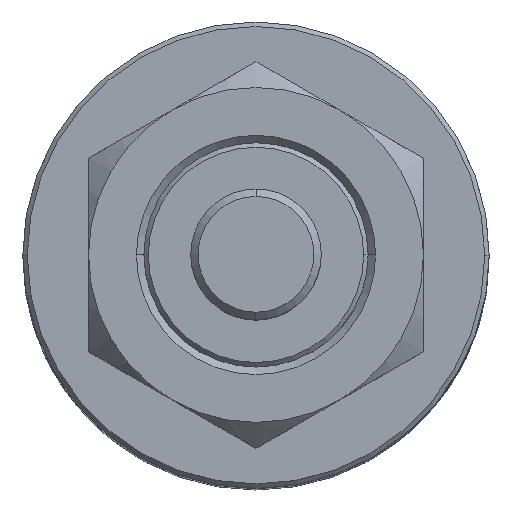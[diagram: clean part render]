
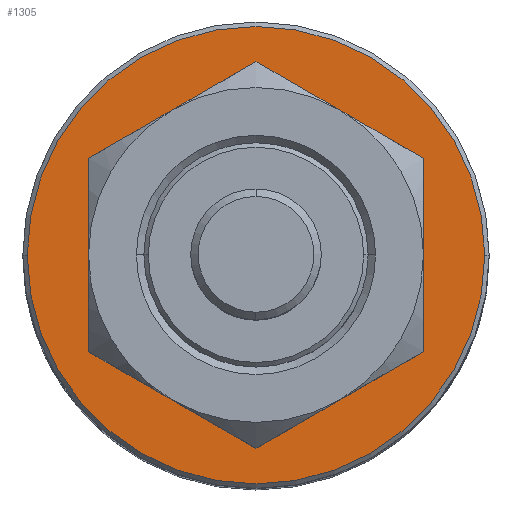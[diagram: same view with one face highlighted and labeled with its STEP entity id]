
A CAD part, top view. The second image highlights one B-rep face of the part: STEP entity #1305.
In plain terms, the highlighted face is planar.
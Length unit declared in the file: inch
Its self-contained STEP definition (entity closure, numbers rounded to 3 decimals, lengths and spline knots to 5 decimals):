
#247 = CARTESIAN_POINT ( 'NONE',  ( 0.88, 0., -0.37375 ) ) ;
#407 = AXIS2_PLACEMENT_3D ( 'NONE', #983, #2526, #1202 ) ;
#473 = AXIS2_PLACEMENT_3D ( 'NONE', #1608, #2511, #1187 ) ;
#585 = CARTESIAN_POINT ( 'NONE',  ( 0.88, 0., 0. ) ) ;
#695 = VERTEX_POINT ( 'NONE', #1666 ) ;
#721 = AXIS2_PLACEMENT_3D ( 'NONE', #954, #2494, #1176 ) ;
#754 = EDGE_CURVE ( 'NONE', #1728, #695, #1684, .T. ) ;
#801 = DIRECTION ( 'NONE',  ( 0., 0., 1. ) ) ;
#868 = ORIENTED_EDGE ( 'NONE', *, *, #754, .F. ) ;
#954 = CARTESIAN_POINT ( 'NONE',  ( 0.88, 0., 0. ) ) ;
#983 = CARTESIAN_POINT ( 'NONE',  ( 0.88, 0., 0. ) ) ;
#1060 = ORIENTED_EDGE ( 'NONE', *, *, #2311, .T. ) ;
#1174 = CARTESIAN_POINT ( 'NONE',  ( 0.88, 0., 0. ) ) ;
#1176 = DIRECTION ( 'NONE',  ( 0., 0., 1. ) ) ;
#1187 = DIRECTION ( 'NONE',  ( 0., 0., -1. ) ) ;
#1199 = FACE_OUTER_BOUND ( 'NONE', #2102, .T. ) ;
#1202 = DIRECTION ( 'NONE',  ( 0., 0., 1. ) ) ;
#1289 = ORIENTED_EDGE ( 'NONE', *, *, #2444, .F. ) ;
#1305 = ADVANCED_FACE ( 'NONE', ( #1199, #1334 ), #2051, .F. ) ;
#1334 = FACE_BOUND ( 'NONE', #1703, .T. ) ;
#1394 = DIRECTION ( 'NONE',  ( 0., 0., 1. ) ) ;
#1608 = CARTESIAN_POINT ( 'NONE',  ( 0.88, 0.765, 0. ) ) ;
#1666 = CARTESIAN_POINT ( 'NONE',  ( 0.88, 0., 0.37375 ) ) ;
#1684 = CIRCLE ( 'NONE', #721, 0.37375 ) ;
#1703 = EDGE_LOOP ( 'NONE', ( #1289, #868 ) ) ;
#1728 = VERTEX_POINT ( 'NONE', #247 ) ;
#1785 = VERTEX_POINT ( 'NONE', #2022 ) ;
#1857 = CARTESIAN_POINT ( 'NONE',  ( 0.88, 0., 0.765 ) ) ;
#1941 = CIRCLE ( 'NONE', #2166, 0.37375 ) ;
#2022 = CARTESIAN_POINT ( 'NONE',  ( 0.88, 0., -0.765 ) ) ;
#2051 = PLANE ( 'NONE',  #473 ) ;
#2102 = EDGE_LOOP ( 'NONE', ( #2179, #1060 ) ) ;
#2112 = DIRECTION ( 'NONE',  ( -1., 0., 0. ) ) ;
#2151 = CIRCLE ( 'NONE', #407, 0.765 ) ;
#2166 = AXIS2_PLACEMENT_3D ( 'NONE', #585, #2112, #801 ) ;
#2179 = ORIENTED_EDGE ( 'NONE', *, *, #2228, .T. ) ;
#2225 = AXIS2_PLACEMENT_3D ( 'NONE', #1174, #2709, #1394 ) ;
#2228 = EDGE_CURVE ( 'NONE', #1785, #2323, #2293, .T. ) ;
#2293 = CIRCLE ( 'NONE', #2225, 0.765 ) ;
#2311 = EDGE_CURVE ( 'NONE', #2323, #1785, #2151, .T. ) ;
#2323 = VERTEX_POINT ( 'NONE', #1857 ) ;
#2444 = EDGE_CURVE ( 'NONE', #695, #1728, #1941, .T. ) ;
#2494 = DIRECTION ( 'NONE',  ( -1., 0., 0. ) ) ;
#2511 = DIRECTION ( 'NONE',  ( 1., 0., 0. ) ) ;
#2526 = DIRECTION ( 'NONE',  ( -1., 0., 0. ) ) ;
#2709 = DIRECTION ( 'NONE',  ( -1., 0., 0. ) ) ;
